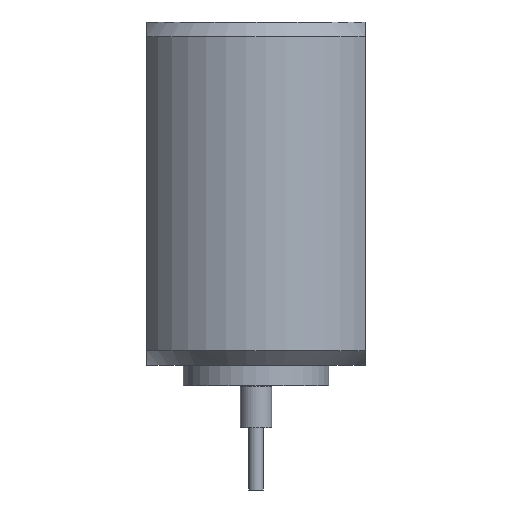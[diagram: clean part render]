
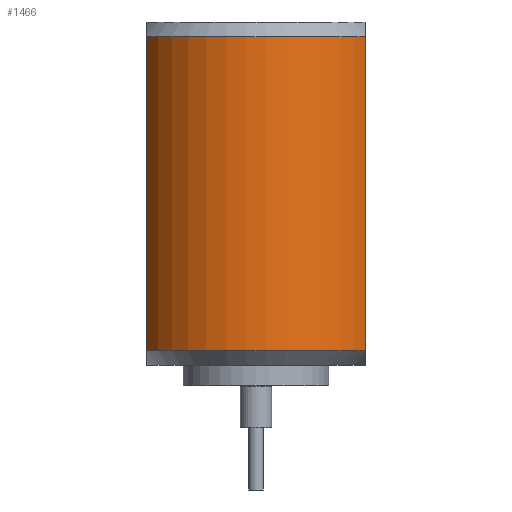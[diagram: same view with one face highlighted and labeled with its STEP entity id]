
A CAD part, front view. The second image highlights one B-rep face of the part: STEP entity #1466.
In plain terms, the highlighted cylindrical face has radius 6 mm (diameter 12 mm), a partial arc.
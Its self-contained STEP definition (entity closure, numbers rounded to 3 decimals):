
#1372=CARTESIAN_POINT('',(5.25,-2.905,18.8));
#1373=VERTEX_POINT('',#1372);
#1388=CARTESIAN_POINT('',(-5.25,-2.905,18.8));
#1389=VERTEX_POINT('',#1388);
#1403=CARTESIAN_POINT('',(0.0,0.0,18.8));
#1404=DIRECTION('',(0.0,0.0,1.0));
#1405=DIRECTION('',(-1.0,0.0,0.0));
#1406=AXIS2_PLACEMENT_3D('',#1403,#1404,#1405);
#1407=CIRCLE('',#1406,6.0);
#1408=EDGE_CURVE('',#1389,#1373,#1407,.T.);
#1435=CARTESIAN_POINT('',(0.0,0.0,2.945));
#1436=DIRECTION('',(0.0,0.0,1.0));
#1437=DIRECTION('',(1.0,0.0,0.0));
#1438=AXIS2_PLACEMENT_3D('',#1435,#1436,#1437);
#1439=CYLINDRICAL_SURFACE('',#1438,6.0);
#1440=CARTESIAN_POINT('',(5.25,-2.905,3.7));
#1441=VERTEX_POINT('',#1440);
#1442=CARTESIAN_POINT('',(5.25,-2.905,3.7));
#1443=DIRECTION('',(0.0,0.0,1.0));
#1444=VECTOR('',#1443,15.1);
#1445=LINE('',#1442,#1444);
#1446=EDGE_CURVE('',#1441,#1373,#1445,.T.);
#1447=ORIENTED_EDGE('',*,*,#1446,.T.);
#1448=ORIENTED_EDGE('',*,*,#1408,.F.);
#1449=CARTESIAN_POINT('',(-5.25,-2.905,3.7));
#1450=VERTEX_POINT('',#1449);
#1451=CARTESIAN_POINT('',(-5.25,-2.905,18.8));
#1452=DIRECTION('',(0.0,0.0,-1.0));
#1453=VECTOR('',#1452,15.1);
#1454=LINE('',#1451,#1453);
#1455=EDGE_CURVE('',#1389,#1450,#1454,.T.);
#1456=ORIENTED_EDGE('',*,*,#1455,.T.);
#1457=CARTESIAN_POINT('',(0.0,0.0,3.7));
#1458=DIRECTION('',(0.0,0.0,-1.0));
#1459=DIRECTION('',(-1.0,0.0,0.0));
#1460=AXIS2_PLACEMENT_3D('',#1457,#1458,#1459);
#1461=CIRCLE('',#1460,6.0);
#1462=EDGE_CURVE('',#1441,#1450,#1461,.T.);
#1463=ORIENTED_EDGE('',*,*,#1462,.F.);
#1464=EDGE_LOOP('',(#1447,#1448,#1456,#1463));
#1465=FACE_OUTER_BOUND('',#1464,.T.);
#1466=ADVANCED_FACE('',(#1465),#1439,.T.);
